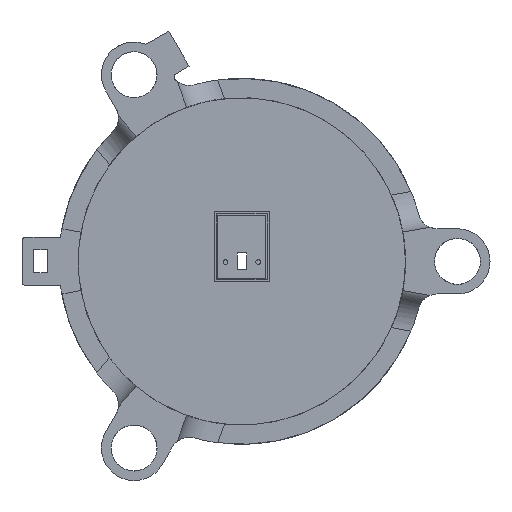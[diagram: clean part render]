
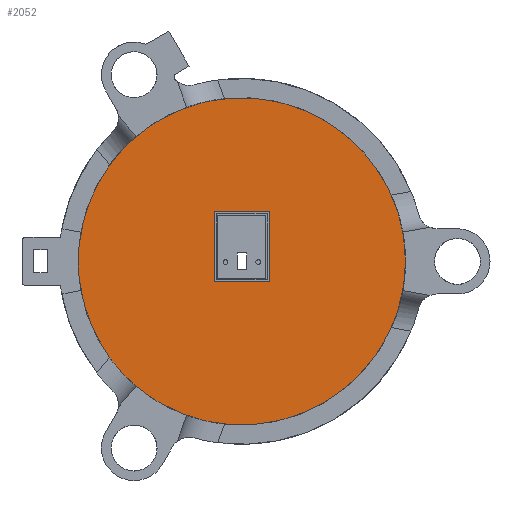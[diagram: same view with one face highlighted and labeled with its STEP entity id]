
A CAD part, front view. The second image highlights one B-rep face of the part: STEP entity #2052.
In plain terms, the highlighted planar face has unit normal (0, -1, 0).
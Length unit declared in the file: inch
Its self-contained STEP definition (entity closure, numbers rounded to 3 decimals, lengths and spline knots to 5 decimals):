
#68=FACE_BOUND('',#302,.T.);
#106=PLANE('',#2223);
#187=FACE_OUTER_BOUND('',#301,.T.);
#301=EDGE_LOOP('',(#1584,#1585,#1586,#1587,#1588,#1589,#1590,#1591,#1592,
#1593,#1594,#1595,#1596));
#302=EDGE_LOOP('',(#1597,#1598,#1599,#1600));
#456=LINE('',#3266,#640);
#460=LINE('',#3274,#644);
#463=LINE('',#3280,#647);
#466=LINE('',#3285,#650);
#468=LINE('',#3290,#652);
#469=LINE('',#3292,#653);
#470=LINE('',#3297,#654);
#471=LINE('',#3299,#655);
#472=LINE('',#3302,#656);
#473=LINE('',#3304,#657);
#640=VECTOR('',#2577,0.3937);
#644=VECTOR('',#2583,0.3937);
#647=VECTOR('',#2588,0.3937);
#650=VECTOR('',#2593,0.3937);
#652=VECTOR('',#2599,0.3937);
#653=VECTOR('',#2600,0.3937);
#654=VECTOR('',#2605,0.3937);
#655=VECTOR('',#2606,0.3937);
#656=VECTOR('',#2609,0.3937);
#657=VECTOR('',#2610,0.3937);
#774=CIRCLE('',#2193,2.375);
#776=CIRCLE('',#2195,2.375);
#778=CIRCLE('',#2197,2.375);
#786=CIRCLE('',#2224,2.125);
#787=CIRCLE('',#2225,2.125);
#788=CIRCLE('',#2226,2.125);
#789=CIRCLE('',#2227,2.125);
#909=VERTEX_POINT('',#3182);
#910=VERTEX_POINT('',#3184);
#913=VERTEX_POINT('',#3190);
#914=VERTEX_POINT('',#3192);
#917=VERTEX_POINT('',#3198);
#918=VERTEX_POINT('',#3200);
#937=VERTEX_POINT('',#3264);
#938=VERTEX_POINT('',#3265);
#941=VERTEX_POINT('',#3273);
#943=VERTEX_POINT('',#3279);
#945=VERTEX_POINT('',#3289);
#946=VERTEX_POINT('',#3291);
#947=VERTEX_POINT('',#3293);
#948=VERTEX_POINT('',#3295);
#949=VERTEX_POINT('',#3298);
#950=VERTEX_POINT('',#3300);
#951=VERTEX_POINT('',#3303);
#1137=EDGE_CURVE('',#909,#910,#774,.T.);
#1141=EDGE_CURVE('',#913,#914,#776,.T.);
#1145=EDGE_CURVE('',#917,#918,#778,.T.);
#1176=EDGE_CURVE('',#937,#938,#456,.T.);
#1180=EDGE_CURVE('',#941,#937,#460,.T.);
#1183=EDGE_CURVE('',#943,#941,#463,.T.);
#1186=EDGE_CURVE('',#938,#943,#466,.T.);
#1188=EDGE_CURVE('',#945,#918,#468,.T.);
#1189=EDGE_CURVE('',#917,#946,#469,.T.);
#1190=EDGE_CURVE('',#946,#947,#786,.T.);
#1191=EDGE_CURVE('',#947,#948,#787,.T.);
#1192=EDGE_CURVE('',#948,#914,#470,.T.);
#1193=EDGE_CURVE('',#913,#949,#471,.T.);
#1194=EDGE_CURVE('',#949,#950,#788,.T.);
#1195=EDGE_CURVE('',#950,#910,#472,.T.);
#1196=EDGE_CURVE('',#909,#951,#473,.T.);
#1197=EDGE_CURVE('',#951,#945,#789,.T.);
#1584=ORIENTED_EDGE('',*,*,#1188,.T.);
#1585=ORIENTED_EDGE('',*,*,#1145,.F.);
#1586=ORIENTED_EDGE('',*,*,#1189,.T.);
#1587=ORIENTED_EDGE('',*,*,#1190,.T.);
#1588=ORIENTED_EDGE('',*,*,#1191,.T.);
#1589=ORIENTED_EDGE('',*,*,#1192,.T.);
#1590=ORIENTED_EDGE('',*,*,#1141,.F.);
#1591=ORIENTED_EDGE('',*,*,#1193,.T.);
#1592=ORIENTED_EDGE('',*,*,#1194,.T.);
#1593=ORIENTED_EDGE('',*,*,#1195,.T.);
#1594=ORIENTED_EDGE('',*,*,#1137,.F.);
#1595=ORIENTED_EDGE('',*,*,#1196,.T.);
#1596=ORIENTED_EDGE('',*,*,#1197,.T.);
#1597=ORIENTED_EDGE('',*,*,#1176,.T.);
#1598=ORIENTED_EDGE('',*,*,#1186,.T.);
#1599=ORIENTED_EDGE('',*,*,#1183,.T.);
#1600=ORIENTED_EDGE('',*,*,#1180,.T.);
#2052=ADVANCED_FACE('',(#187,#68),#106,.F.);
#2193=AXIS2_PLACEMENT_3D('',#3185,#2498,#2499);
#2195=AXIS2_PLACEMENT_3D('',#3193,#2504,#2505);
#2197=AXIS2_PLACEMENT_3D('',#3201,#2510,#2511);
#2223=AXIS2_PLACEMENT_3D('',#3288,#2597,#2598);
#2224=AXIS2_PLACEMENT_3D('',#3294,#2601,#2602);
#2225=AXIS2_PLACEMENT_3D('',#3296,#2603,#2604);
#2226=AXIS2_PLACEMENT_3D('',#3301,#2607,#2608);
#2227=AXIS2_PLACEMENT_3D('',#3305,#2611,#2612);
#2498=DIRECTION('center_axis',(0.,1.,0.));
#2499=DIRECTION('ref_axis',(-1.,0.,0.));
#2504=DIRECTION('center_axis',(0.,1.,0.));
#2505=DIRECTION('ref_axis',(-1.,0.,0.));
#2510=DIRECTION('center_axis',(0.,1.,0.));
#2511=DIRECTION('ref_axis',(-1.,0.,0.));
#2577=DIRECTION('',(0.,0.,1.));
#2583=DIRECTION('',(-1.,0.,0.));
#2588=DIRECTION('',(0.,0.,-1.));
#2593=DIRECTION('',(1.,0.,0.));
#2597=DIRECTION('center_axis',(0.,1.,0.));
#2598=DIRECTION('ref_axis',(0.,0.,1.));
#2599=DIRECTION('',(-0.071,0.,-0.997));
#2600=DIRECTION('',(-0.9,0.,0.437));
#2601=DIRECTION('center_axis',(0.,-1.,0.));
#2602=DIRECTION('ref_axis',(-1.,0.,0.));
#2603=DIRECTION('center_axis',(0.,-1.,0.));
#2604=DIRECTION('ref_axis',(-1.,0.,0.));
#2605=DIRECTION('',(0.9,0.,0.437));
#2606=DIRECTION('',(0.071,0.,-0.997));
#2607=DIRECTION('center_axis',(0.,-1.,0.));
#2608=DIRECTION('ref_axis',(-1.,0.,0.));
#2609=DIRECTION('',(-0.828,0.,0.561));
#2610=DIRECTION('',(0.828,0.,0.561));
#2611=DIRECTION('center_axis',(0.,-1.,0.));
#2612=DIRECTION('ref_axis',(-1.,0.,0.));
#3182=CARTESIAN_POINT('',(-1.96672,0.,-1.33141));
#3184=CARTESIAN_POINT('',(-1.96672,0.,1.33141));
#3185=CARTESIAN_POINT('Origin',(0.,0.,0.));
#3190=CARTESIAN_POINT('',(-0.16967,0.,2.36893));
#3192=CARTESIAN_POINT('',(2.13639,0.,1.03753));
#3193=CARTESIAN_POINT('Origin',(0.,0.,0.));
#3198=CARTESIAN_POINT('',(2.13639,0.,-1.03753));
#3200=CARTESIAN_POINT('',(-0.16967,0.,-2.36893));
#3201=CARTESIAN_POINT('Origin',(0.,0.,0.));
#3264=CARTESIAN_POINT('',(-0.3595,0.,-0.267));
#3265=CARTESIAN_POINT('',(-0.3595,0.,0.647));
#3266=CARTESIAN_POINT('',(-0.3595,0.,-0.1335));
#3273=CARTESIAN_POINT('',(0.3595,0.,-0.267));
#3274=CARTESIAN_POINT('',(0.17975,0.,-0.267));
#3279=CARTESIAN_POINT('',(0.3595,0.,0.647));
#3280=CARTESIAN_POINT('',(0.3595,0.,0.3235));
#3285=CARTESIAN_POINT('',(-0.17975,0.,0.647));
#3288=CARTESIAN_POINT('Origin',(0.,0.,0.));
#3289=CARTESIAN_POINT('',(-0.15181,0.,-2.11957));
#3290=CARTESIAN_POINT('',(-0.08484,0.,-1.18447));
#3291=CARTESIAN_POINT('',(1.91151,0.,-0.92831));
#3292=CARTESIAN_POINT('',(0.95575,0.,-0.46416));
#3293=CARTESIAN_POINT('',(2.125,0.,0.));
#3294=CARTESIAN_POINT('Origin',(0.,0.,0.));
#3295=CARTESIAN_POINT('',(1.91151,0.,0.92831));
#3296=CARTESIAN_POINT('Origin',(0.,0.,0.));
#3297=CARTESIAN_POINT('',(1.0682,0.,0.51876));
#3298=CARTESIAN_POINT('',(-0.15181,0.,2.11957));
#3299=CARTESIAN_POINT('',(-0.07591,0.,1.05979));
#3300=CARTESIAN_POINT('',(-1.7597,0.,1.19126));
#3301=CARTESIAN_POINT('Origin',(0.,0.,0.));
#3302=CARTESIAN_POINT('',(-0.98336,0.,0.6657));
#3303=CARTESIAN_POINT('',(-1.7597,0.,-1.19126));
#3304=CARTESIAN_POINT('',(-0.87985,0.,-0.59563));
#3305=CARTESIAN_POINT('Origin',(0.,0.,0.));
